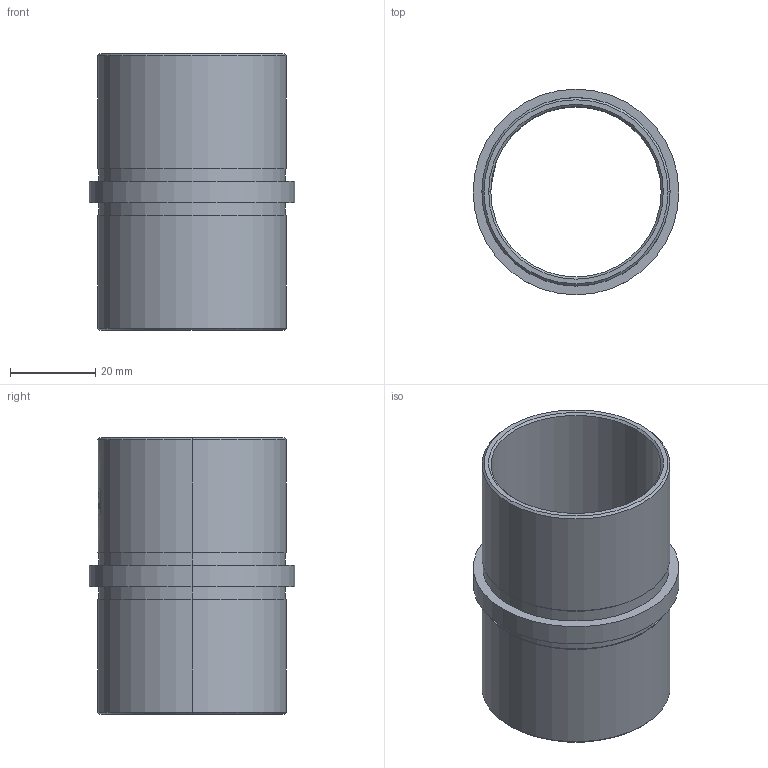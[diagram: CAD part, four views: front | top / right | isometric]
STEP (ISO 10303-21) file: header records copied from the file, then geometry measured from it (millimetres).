
FILE_DESCRIPTION (( 'STEP AP203' ), '1' );
FILE_NAME ('50048-240.step', '2018-07-16T13:05:53', ( '' ), ( '' ), 'SwSTEP 2.0', 'SolidWorks 2015', '' );
FILE_SCHEMA (( 'CONFIG_CONTROL_DESIGN' ));
Length unit declared in the file: millimetre
Products named in the file (1): 50048-240
Bounding box: 48.3 x 48.3 x 65 mm (x, y, z)
Volume: 19303.8 mm3; surface area: 18376.3 mm2
Topology: 1 solids, 1 shells, 452 faces, 1203 edges, 790 vertices
Faces by surface type: bspline 188, plane 185, cylinder 71, cone 8
Entity records: 21773 total; most frequent: CARTESIAN_POINT 11857, ORIENTED_EDGE 2406, DIRECTION 1435, EDGE_CURVE 1203, VERTEX_POINT 790, LINE 545, VECTOR 545, EDGE_LOOP 491
